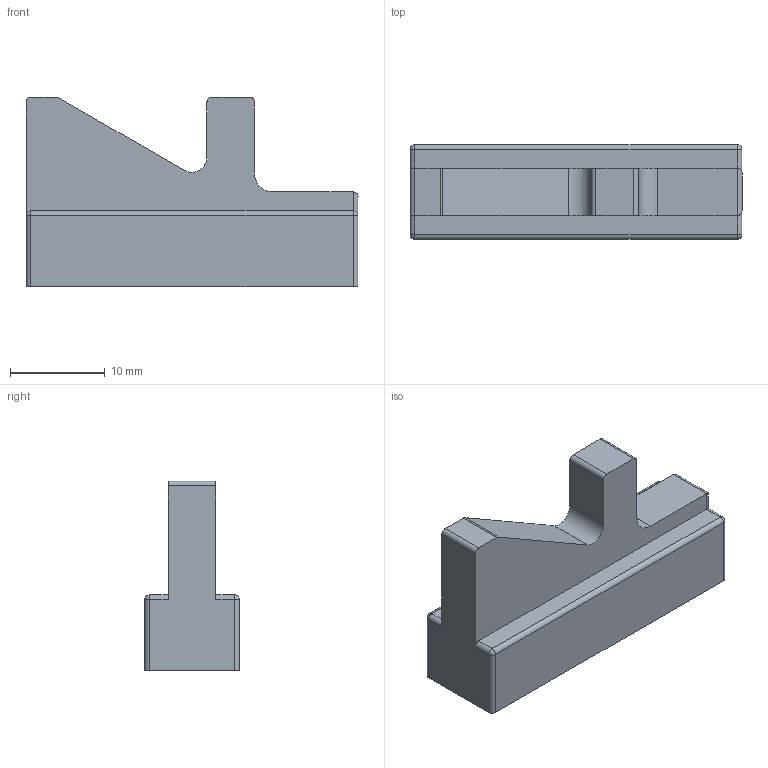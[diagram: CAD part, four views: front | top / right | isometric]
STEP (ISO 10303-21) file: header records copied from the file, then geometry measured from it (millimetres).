
FILE_DESCRIPTION(/* description */ (''),/* implementation_level */ '2;1');
FILE_NAME(/* name */ 'mouse_paw_fixture.step',/* time_stamp */ '2023-10-13T13:03:07-04:00',/* author */ (''),/* organization */ (''),/* preprocessor_version */ 'ST-DEVELOPER v20',/* originating_system */ 'Autodesk Translation Framework v12.14.0.127',/* authorisation */ '');
FILE_SCHEMA (('AUTOMOTIVE_DESIGN { 1 0 10303 214 3 1 1 }'));
Length unit declared in the file: millimetre
Products named in the file (3): mouse paw fixture MOJO; mouse paw fixture v1 (1); 93722A204_M3 x 5.94mm Brass Tapping Inserts for Plastic
Assembly tree (3 placements, depth 2):
  mouse paw fixture MOJO
    mouse paw fixture v1 (1)
    93722A204_M3 x 5.94mm Brass Tapping Inserts for Plastic  x2
Bounding box: 35.01 x 10 x 20 mm (x, y, z)
Volume: 3882.2 mm3; surface area: 2679 mm2
Topology: 3 solids, 3 shells, 164 faces, 440 edges, 284 vertices
Faces by surface type: cylinder 111, plane 23, cone 18, bspline 8, sphere 4
Full cylindrical faces by diameter (mm): 2.35 x20, 3 x22, 3.544 x18, 3.969 x2, 4.369 x14
Entity records: 7624 total; most frequent: CARTESIAN_POINT 5232, ORIENTED_EDGE 544, DIRECTION 428, EDGE_CURVE 272, VERTEX_POINT 174, AXIS2_PLACEMENT_3D 160, EDGE_LOOP 108, LINE 108
